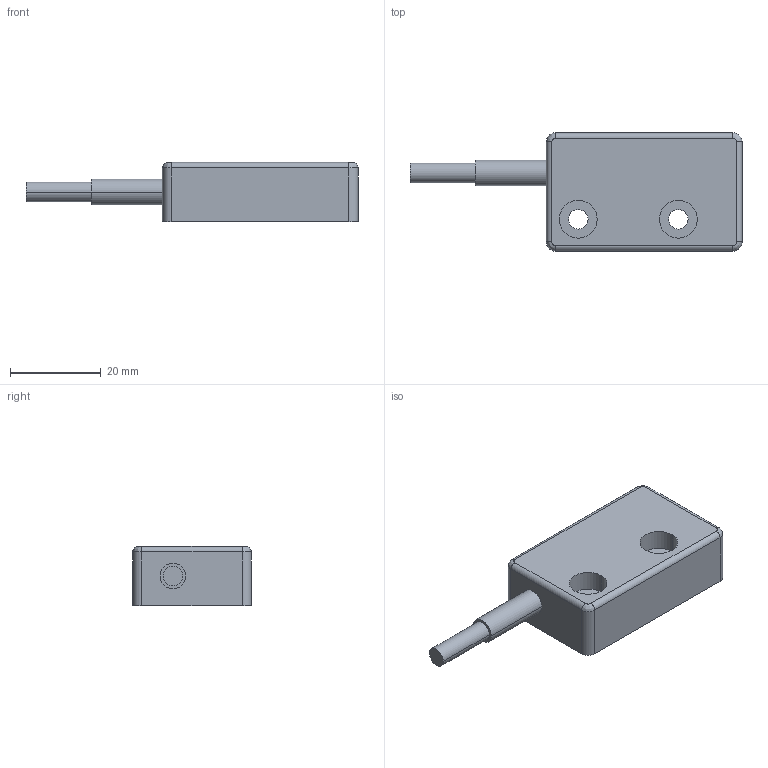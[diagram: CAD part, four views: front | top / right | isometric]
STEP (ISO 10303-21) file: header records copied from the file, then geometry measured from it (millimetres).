
FILE_DESCRIPTION((''),'2;1');
FILE_NAME('188757_ASM','2016-02-01T',('pdmadmin'),(''),'PRO/ENGINEER BY PARAMETRIC TECHNOLOGY CORPORATION, 2013230','PRO/ENGINEER BY PARAMETRIC TECHNOLOGY CORPORATION, 2013230','');
FILE_SCHEMA(('CONFIG_CONTROL_DESIGN'));
Length unit declared in the file: millimetre
Products named in the file (2): 46991; 188757_ASM
Assembly tree (1 placements, depth 2):
  188757_ASM
    46991
Bounding box: 73 x 26 x 13 mm (x, y, z)
Volume: 14313.7 mm3; surface area: 4786.4 mm2
Topology: 1 solids, 1 shells, 34 faces, 76 edges, 48 vertices
Faces by surface type: cylinder 20, plane 10, bspline 4
Entity records: 1079 total; most frequent: CARTESIAN_POINT 221, DIRECTION 186, ORIENTED_EDGE 152, AXIS2_PLACEMENT_3D 77, EDGE_CURVE 76, VERTEX_POINT 48, CIRCLE 44, EDGE_LOOP 42
